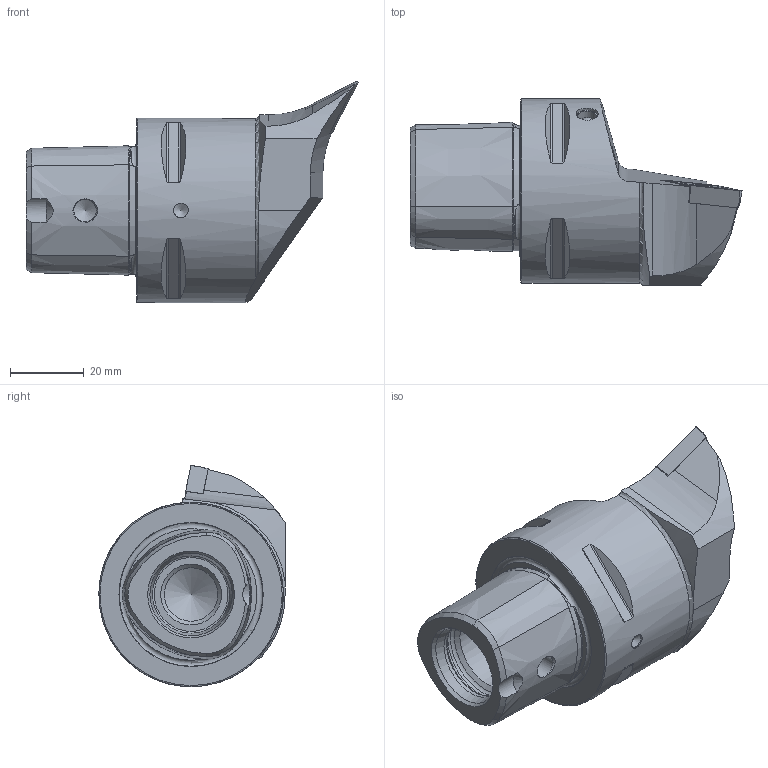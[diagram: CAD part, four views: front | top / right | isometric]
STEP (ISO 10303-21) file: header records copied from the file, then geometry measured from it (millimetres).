
FILE_DESCRIPTION (( 'STEP AP214' ), '1' );
FILE_NAME ('PS5.KVF.LPA.060.STEP', '2020-04-03T13:03:44', ( '' ), ( '' ), 'SwSTEP 2.0', 'SolidWorks 2017', '' );
FILE_SCHEMA (( 'AUTOMOTIVE_DESIGN' ));
Length unit declared in the file: millimetre
Products named in the file (5): WCB-ER2.001.009_A; KVT_MB_600_060; VBMT160404; PS5-KVF.LPA.060_A; PS5.KVF.LPA.060
Assembly tree (4 placements, depth 2):
  PS5.KVF.LPA.060
    PS5-KVF.LPA.060_A
    WCB-ER2.001.009_A
    VBMT160404
    KVT_MB_600_060
Bounding box: 90 x 50.5 x 59.98 mm (x, y, z)
Volume: 86211.4 mm3; surface area: 18892 mm2
Topology: 5 solids, 5 shells, 206 faces, 504 edges, 311 vertices
Faces by surface type: cone 69, plane 56, cylinder 48, torus 17, bspline 14, sphere 2
Full cylindrical faces by diameter (mm): 3.3 x1, 4 x2, 4.4 x1, 5 x3, 5.25 x1, 6 x3, 6.1 x3, 14.5 x1, 21 x2, 24 x1, 50 x1
Entity records: 6959 total; most frequent: CARTESIAN_POINT 2495, ORIENTED_EDGE 868, DIRECTION 815, EDGE_CURVE 434, AXIS2_PLACEMENT_3D 339, VERTEX_POINT 298, EDGE_LOOP 274, FACE_OUTER_BOUND 232
